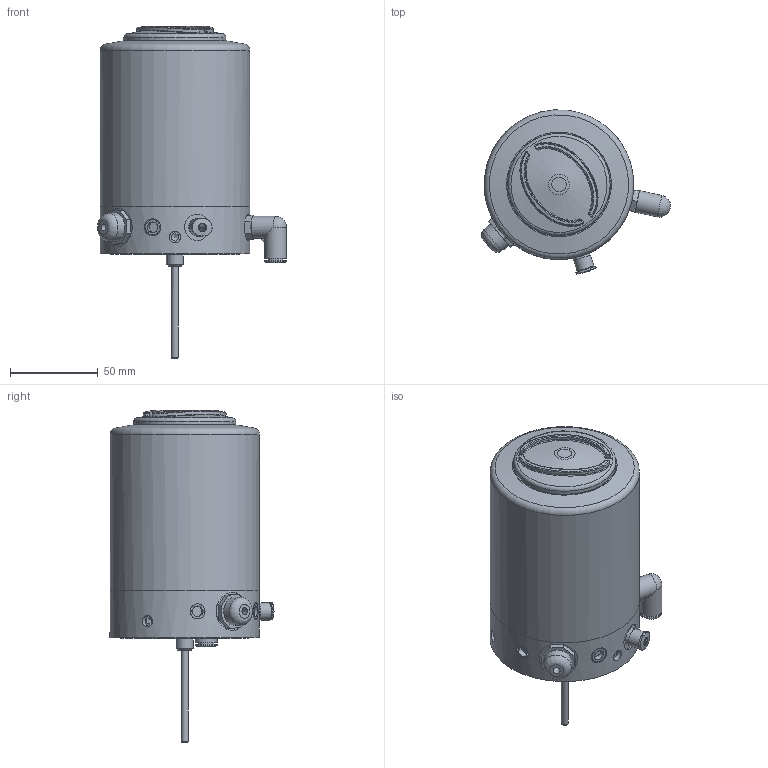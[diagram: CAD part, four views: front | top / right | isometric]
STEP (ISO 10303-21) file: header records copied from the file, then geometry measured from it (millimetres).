
FILE_DESCRIPTION(/* description */ (''),/* implementation_level */ '2;1');
FILE_NAME(/* name */ '579205770000.stp',/* time_stamp */ '2018-12-06T16:47:43+01:00',/* author */ ('mbohlen'),/* organization */ (''),/* preprocessor_version */ 'ST-DEVELOPER v15.6',/* originating_system */ 'Autodesk Inventor 2015',/* authorisation */ '');
FILE_SCHEMA (('AUTOMOTIVE_DESIGN { 1 0 10303 214 3 1 1 }'));
Length unit declared in the file: millimetre
Products named in the file (1): ENG-038195_Shrinkwrap_1
Bounding box: 107.56 x 93.28 x 188.82 mm (x, y, z)
Volume: 205207.1 mm3; surface area: 114265.8 mm2
Topology: 3 solids, 9 shells, 425 faces, 1052 edges, 668 vertices
Faces by surface type: plane 160, cylinder 140, cone 71, bspline 30, torus 14, sphere 10
Full cylindrical faces by diameter (mm): 2 x1, 2.013 x4, 2.5 x7, 4 x4, 4.134 x2, 4.6 x2, 5 x1, 5.2 x2, 5.6 x1, 6 x1, 6.1 x3, 6.647 x3, 7.4 x1, 8 x1, 8.566 x2, 8.75 x1, 9.6 x2, 9.7 x5, 9.95 x1, 10 x2, 12.5 x3, 14.376 x1, 15 x2, 16 x1, 20 x2, 22 x1, 30 x1, 34.3 x1, 34.4 x1, 34.5 x2
Entity records: 14835 total; most frequent: CARTESIAN_POINT 5336, DIRECTION 1837, ORIENTED_EDGE 1676, EDGE_CURVE 834, AXIS2_PLACEMENT_3D 794, EDGE_LOOP 647, VERTEX_POINT 599, STYLED_ITEM 428
